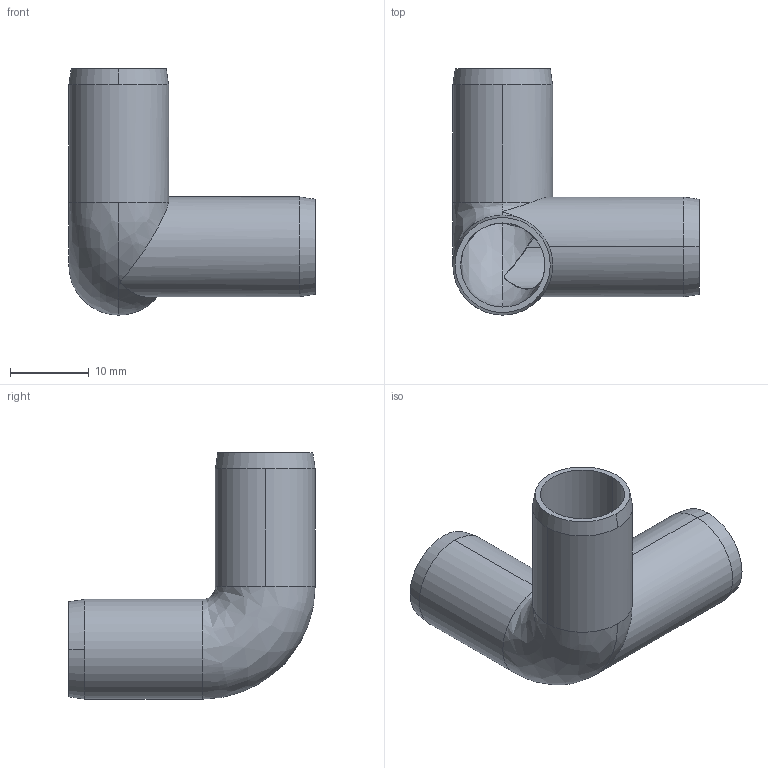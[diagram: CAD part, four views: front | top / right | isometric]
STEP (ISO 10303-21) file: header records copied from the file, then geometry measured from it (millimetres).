
FILE_DESCRIPTION (( 'STEP AP214' ), '1' );
FILE_NAME ('User Library-3-way Elbow Furniture Grade PVC Fitting Connector.STEP', '2018-11-14T14:47:23', ( '' ), ( '' ), 'SwSTEP 2.0', 'SolidWorks 2018', '' );
FILE_SCHEMA (( 'AUTOMOTIVE_DESIGN' ));
Length unit declared in the file: millimetre
Products named in the file (1): User Library-3-way Elbow Furniture Grade PVC Fitting Connector
Bounding box: 31.35 x 31.35 x 31.35 mm (x, y, z)
Volume: 2314 mm3; surface area: 4773.4 mm2
Topology: 1 solids, 1 shells, 33 faces, 89 edges, 58 vertices
Faces by surface type: cylinder 12, bspline 12, cone 6, plane 3
Entity records: 2206 total; most frequent: CARTESIAN_POINT 1395, ORIENTED_EDGE 178, DIRECTION 144, EDGE_CURVE 89, AXIS2_PLACEMENT_3D 63, VERTEX_POINT 58, CIRCLE 41, EDGE_LOOP 37
